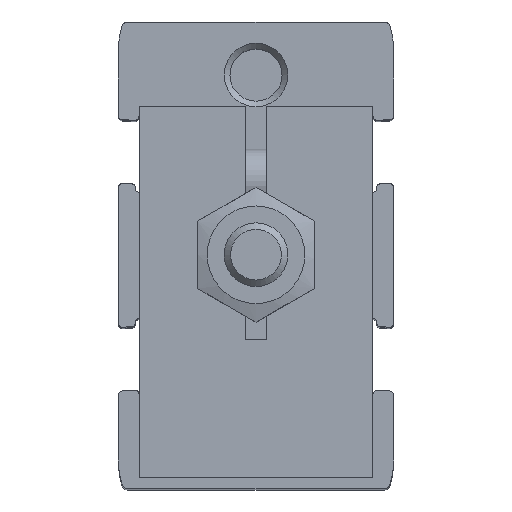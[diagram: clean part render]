
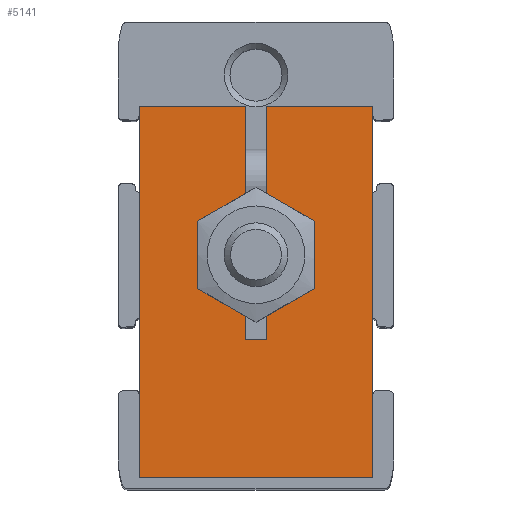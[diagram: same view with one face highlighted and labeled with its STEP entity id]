
A CAD part, top view. The second image highlights one B-rep face of the part: STEP entity #5141.
In plain terms, the highlighted planar face has unit normal (0, 0, 1).
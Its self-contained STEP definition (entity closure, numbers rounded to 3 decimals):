
#215=PLANE('',#5606);
#411=LINE('',#8151,#643);
#413=LINE('',#8156,#645);
#416=LINE('',#8164,#648);
#419=LINE('',#8170,#651);
#422=LINE('',#8178,#654);
#429=LINE('',#8197,#661);
#430=LINE('',#8199,#662);
#431=LINE('',#8203,#663);
#432=LINE('',#8205,#664);
#433=LINE('',#8207,#665);
#643=VECTOR('',#6632,1000.);
#645=VECTOR('',#6636,1000.);
#648=VECTOR('',#6643,1000.);
#651=VECTOR('',#6648,1000.);
#654=VECTOR('',#6655,1000.);
#661=VECTOR('',#6672,1000.);
#662=VECTOR('',#6673,1000.);
#663=VECTOR('',#6676,1000.);
#664=VECTOR('',#6677,1000.);
#665=VECTOR('',#6678,1000.);
#863=CIRCLE('',#5607,1.5);
#864=CIRCLE('',#5608,1.5);
#1794=ORIENTED_EDGE('',*,*,#2421,.F.);
#1795=ORIENTED_EDGE('',*,*,#2398,.T.);
#1796=ORIENTED_EDGE('',*,*,#2404,.T.);
#1797=ORIENTED_EDGE('',*,*,#2407,.T.);
#1798=ORIENTED_EDGE('',*,*,#2411,.T.);
#1799=ORIENTED_EDGE('',*,*,#2400,.T.);
#1800=ORIENTED_EDGE('',*,*,#2422,.F.);
#1801=ORIENTED_EDGE('',*,*,#2423,.F.);
#1802=ORIENTED_EDGE('',*,*,#2424,.F.);
#1803=ORIENTED_EDGE('',*,*,#2425,.F.);
#1804=ORIENTED_EDGE('',*,*,#2426,.F.);
#1805=ORIENTED_EDGE('',*,*,#2427,.F.);
#2398=EDGE_CURVE('',#2816,#2818,#411,.T.);
#2400=EDGE_CURVE('',#2821,#2820,#413,.T.);
#2404=EDGE_CURVE('',#2818,#2824,#416,.T.);
#2407=EDGE_CURVE('',#2824,#2826,#419,.T.);
#2411=EDGE_CURVE('',#2826,#2821,#422,.T.);
#2421=EDGE_CURVE('',#2816,#2836,#429,.T.);
#2422=EDGE_CURVE('',#2837,#2820,#430,.T.);
#2423=EDGE_CURVE('',#2838,#2837,#863,.T.);
#2424=EDGE_CURVE('',#2839,#2838,#431,.T.);
#2425=EDGE_CURVE('',#2840,#2839,#432,.T.);
#2426=EDGE_CURVE('',#2841,#2840,#433,.T.);
#2427=EDGE_CURVE('',#2836,#2841,#864,.T.);
#2816=VERTEX_POINT('',#8146);
#2818=VERTEX_POINT('',#8150);
#2820=VERTEX_POINT('',#8155);
#2821=VERTEX_POINT('',#8157);
#2824=VERTEX_POINT('',#8165);
#2826=VERTEX_POINT('',#8171);
#2836=VERTEX_POINT('',#8198);
#2837=VERTEX_POINT('',#8200);
#2838=VERTEX_POINT('',#8202);
#2839=VERTEX_POINT('',#8204);
#2840=VERTEX_POINT('',#8206);
#2841=VERTEX_POINT('',#8208);
#3262=EDGE_LOOP('',(#1794,#1795,#1796,#1797,#1798,#1799,#1800,#1801,#1802,
#1803,#1804,#1805));
#3617=FACE_BOUND('',#3262,.T.);
#5141=ADVANCED_FACE('',(#3617),#215,.T.);
#5606=AXIS2_PLACEMENT_3D('',#8196,#6670,#6671);
#5607=AXIS2_PLACEMENT_3D('',#8201,#6674,#6675);
#5608=AXIS2_PLACEMENT_3D('',#8209,#6679,#6680);
#6632=DIRECTION('',(-1.,0.,0.));
#6636=DIRECTION('',(-1.,0.,0.));
#6643=DIRECTION('',(0.,-1.,0.));
#6648=DIRECTION('',(1.,0.,0.));
#6655=DIRECTION('',(0.,1.,0.));
#6670=DIRECTION('',(0.,0.,1.));
#6671=DIRECTION('',(1.,0.,0.));
#6672=DIRECTION('',(0.,-1.,0.));
#6673=DIRECTION('',(0.,1.,0.));
#6674=DIRECTION('',(0.,0.,1.));
#6675=DIRECTION('',(1.,0.,0.));
#6676=DIRECTION('',(0.,1.,0.));
#6677=DIRECTION('',(1.,0.,0.));
#6678=DIRECTION('',(0.,-1.,0.));
#6679=DIRECTION('',(0.,0.,1.));
#6680=DIRECTION('',(1.,0.,0.));
#8146=CARTESIAN_POINT('',(-0.5,17.5,0.));
#8150=CARTESIAN_POINT('',(-5.5,17.5,0.));
#8151=CARTESIAN_POINT('',(5.5,17.5,0.));
#8155=CARTESIAN_POINT('',(0.5,17.5,0.));
#8156=CARTESIAN_POINT('',(5.5,17.5,0.));
#8157=CARTESIAN_POINT('',(5.5,17.5,0.));
#8164=CARTESIAN_POINT('',(-5.5,17.5,0.));
#8165=CARTESIAN_POINT('',(-5.5,0.,0.));
#8170=CARTESIAN_POINT('',(-5.5,0.,0.));
#8171=CARTESIAN_POINT('',(5.5,0.,0.));
#8178=CARTESIAN_POINT('',(5.5,0.,0.));
#8196=CARTESIAN_POINT('',(0.,0.,0.));
#8197=CARTESIAN_POINT('',(-0.5,17.5,0.));
#8198=CARTESIAN_POINT('',(-0.5,11.914,0.));
#8199=CARTESIAN_POINT('',(0.5,11.914,0.));
#8200=CARTESIAN_POINT('',(0.5,11.914,0.));
#8201=CARTESIAN_POINT('',(0.,10.5,0.));
#8202=CARTESIAN_POINT('',(0.5,9.086,0.));
#8203=CARTESIAN_POINT('',(0.5,6.5,0.));
#8204=CARTESIAN_POINT('',(0.5,6.5,0.));
#8205=CARTESIAN_POINT('',(-0.5,6.5,0.));
#8206=CARTESIAN_POINT('',(-0.5,6.5,0.));
#8207=CARTESIAN_POINT('',(-0.5,9.086,0.));
#8208=CARTESIAN_POINT('',(-0.5,9.086,0.));
#8209=CARTESIAN_POINT('',(0.,10.5,0.));
